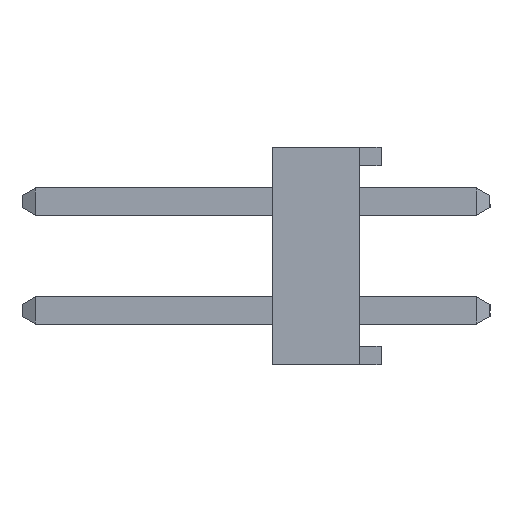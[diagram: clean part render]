
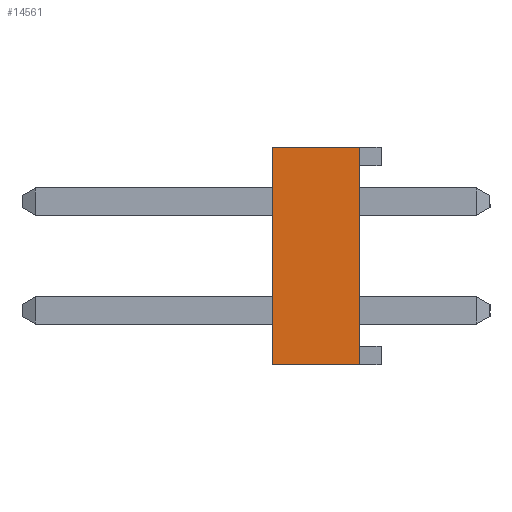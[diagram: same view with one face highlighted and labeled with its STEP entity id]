
A CAD part, left-side view. The second image highlights one B-rep face of the part: STEP entity #14561.
In plain terms, the highlighted planar face has unit normal (-1, 0, 0).
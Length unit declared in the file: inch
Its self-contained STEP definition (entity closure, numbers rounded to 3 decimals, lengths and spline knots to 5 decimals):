
#1503=ORIENTED_EDGE('',*,*,#5283,.F.);
#1504=ORIENTED_EDGE('',*,*,#4597,.F.);
#1505=ORIENTED_EDGE('',*,*,#5284,.F.);
#1506=ORIENTED_EDGE('',*,*,#4706,.T.);
#4597=EDGE_CURVE('',#6589,#6590,#7927,.T.);
#4706=EDGE_CURVE('',#6663,#6662,#8036,.T.);
#5283=EDGE_CURVE('',#6590,#6662,#8613,.T.);
#5284=EDGE_CURVE('',#6663,#6589,#8614,.T.);
#6589=VERTEX_POINT('',#20549);
#6590=VERTEX_POINT('',#20551);
#6662=VERTEX_POINT('',#20741);
#6663=VERTEX_POINT('',#20743);
#7927=LINE('',#20550,#9993);
#8036=LINE('',#20742,#10102);
#8613=LINE('',#21871,#10679);
#8614=LINE('',#21872,#10680);
#9993=VECTOR('',#16535,39.37008);
#10102=VECTOR('',#16664,39.37008);
#10679=VECTOR('',#17661,39.37008);
#10680=VECTOR('',#17662,39.37008);
#11917=EDGE_LOOP('',(#1503,#1504,#1505,#1506));
#12825=FACE_BOUND('',#11917,.T.);
#13733=PLANE('',#15415);
#14561=ADVANCED_FACE('',(#12825),#13733,.F.);
#15415=AXIS2_PLACEMENT_3D('',#21870,#17659,#17660);
#16535=DIRECTION('',(0.,-1.,0.));
#16664=DIRECTION('',(0.,-1.,0.));
#17659=DIRECTION('',(1.,0.,0.));
#17660=DIRECTION('',(0.,0.,-1.));
#17661=DIRECTION('',(0.,0.,-1.));
#17662=DIRECTION('',(0.,0.,1.));
#20549=CARTESIAN_POINT('',(-0.5,0.1,0.1));
#20550=CARTESIAN_POINT('',(-0.5,0.1,0.1));
#20551=CARTESIAN_POINT('',(-0.5,0.02,0.1));
#20741=CARTESIAN_POINT('',(-0.5,0.02,-0.1));
#20742=CARTESIAN_POINT('',(-0.5,0.1,-0.1));
#20743=CARTESIAN_POINT('',(-0.5,0.1,-0.1));
#21870=CARTESIAN_POINT('',(-0.5,0.1,-0.1));
#21871=CARTESIAN_POINT('',(-0.5,0.02,-0.1));
#21872=CARTESIAN_POINT('',(-0.5,0.1,-0.1));
